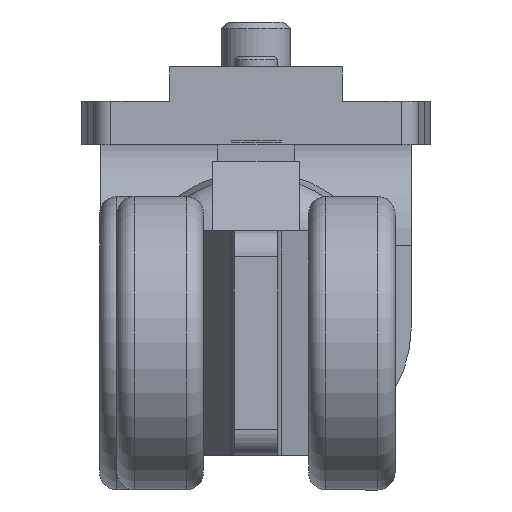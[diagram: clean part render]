
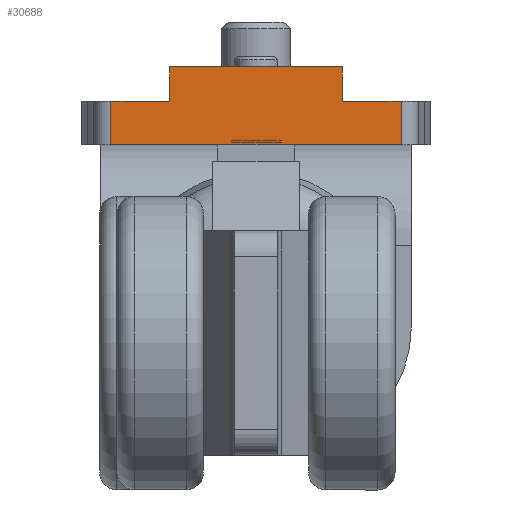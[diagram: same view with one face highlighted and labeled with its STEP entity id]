
A CAD part, front view. The second image highlights one B-rep face of the part: STEP entity #30688.
In plain terms, the highlighted planar face has unit normal (0, -1, 0).
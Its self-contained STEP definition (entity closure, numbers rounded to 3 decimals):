
#3706=PLANE('',#33043);
#5209=FACE_OUTER_BOUND('',#6870,.T.);
#6870=EDGE_LOOP('',(#24628,#24629,#24630,#24631,#24632,#24633,#24634,#24635));
#7510=LINE('',#65629,#8334);
#7511=LINE('',#65631,#8335);
#7512=LINE('',#65633,#8336);
#7513=LINE('',#65635,#8337);
#7514=LINE('',#65637,#8338);
#7515=LINE('',#65639,#8339);
#7516=LINE('',#65641,#8340);
#7517=LINE('',#65642,#8341);
#8334=VECTOR('',#37803,10.);
#8335=VECTOR('',#37804,10.);
#8336=VECTOR('',#37805,10.);
#8337=VECTOR('',#37806,10.);
#8338=VECTOR('',#37807,10.);
#8339=VECTOR('',#37808,10.);
#8340=VECTOR('',#37809,10.);
#8341=VECTOR('',#37810,10.);
#11871=VERTEX_POINT('',#65627);
#11872=VERTEX_POINT('',#65628);
#11873=VERTEX_POINT('',#65630);
#11874=VERTEX_POINT('',#65632);
#11875=VERTEX_POINT('',#65634);
#11876=VERTEX_POINT('',#65636);
#11877=VERTEX_POINT('',#65638);
#11878=VERTEX_POINT('',#65640);
#16208=EDGE_CURVE('',#11871,#11872,#7510,.T.);
#16209=EDGE_CURVE('',#11873,#11871,#7511,.T.);
#16210=EDGE_CURVE('',#11873,#11874,#7512,.T.);
#16211=EDGE_CURVE('',#11875,#11874,#7513,.T.);
#16212=EDGE_CURVE('',#11876,#11875,#7514,.T.);
#16213=EDGE_CURVE('',#11876,#11877,#7515,.T.);
#16214=EDGE_CURVE('',#11877,#11878,#7516,.T.);
#16215=EDGE_CURVE('',#11878,#11872,#7517,.T.);
#24628=ORIENTED_EDGE('',*,*,#16208,.F.);
#24629=ORIENTED_EDGE('',*,*,#16209,.F.);
#24630=ORIENTED_EDGE('',*,*,#16210,.T.);
#24631=ORIENTED_EDGE('',*,*,#16211,.F.);
#24632=ORIENTED_EDGE('',*,*,#16212,.F.);
#24633=ORIENTED_EDGE('',*,*,#16213,.T.);
#24634=ORIENTED_EDGE('',*,*,#16214,.T.);
#24635=ORIENTED_EDGE('',*,*,#16215,.T.);
#30688=ADVANCED_FACE('',(#5209),#3706,.T.);
#33043=AXIS2_PLACEMENT_3D('',#65626,#37801,#37802);
#37801=DIRECTION('center_axis',(0.,-1.,0.));
#37802=DIRECTION('ref_axis',(1.,0.,0.));
#37803=DIRECTION('',(1.,0.,0.));
#37804=DIRECTION('',(0.,0.,1.));
#37805=DIRECTION('',(1.,0.,0.));
#37806=DIRECTION('',(0.,0.,-1.));
#37807=DIRECTION('',(1.,0.,0.));
#37808=DIRECTION('',(0.,0.,1.));
#37809=DIRECTION('',(-1.,0.,0.));
#37810=DIRECTION('',(0.,0.,-1.));
#65626=CARTESIAN_POINT('Origin',(-20.25,-515.489,23.));
#65627=CARTESIAN_POINT('',(-16.809,-515.489,28.));
#65628=CARTESIAN_POINT('',(-10.,-515.489,28.));
#65629=CARTESIAN_POINT('',(-20.25,-515.489,28.));
#65630=CARTESIAN_POINT('',(-16.809,-515.489,23.));
#65631=CARTESIAN_POINT('',(-16.809,-515.489,23.));
#65632=CARTESIAN_POINT('',(16.809,-515.489,23.));
#65633=CARTESIAN_POINT('',(-20.25,-515.489,23.));
#65634=CARTESIAN_POINT('',(16.809,-515.489,28.));
#65635=CARTESIAN_POINT('',(16.809,-515.489,23.));
#65636=CARTESIAN_POINT('',(10.,-515.489,28.));
#65637=CARTESIAN_POINT('',(-20.25,-515.489,28.));
#65638=CARTESIAN_POINT('',(10.,-515.489,32.));
#65639=CARTESIAN_POINT('',(10.,-515.489,28.));
#65640=CARTESIAN_POINT('',(-10.,-515.489,32.));
#65641=CARTESIAN_POINT('',(10.,-515.489,32.));
#65642=CARTESIAN_POINT('',(-10.,-515.489,32.));
